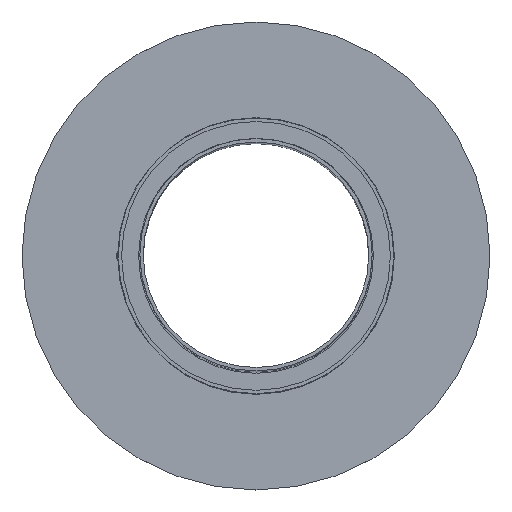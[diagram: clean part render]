
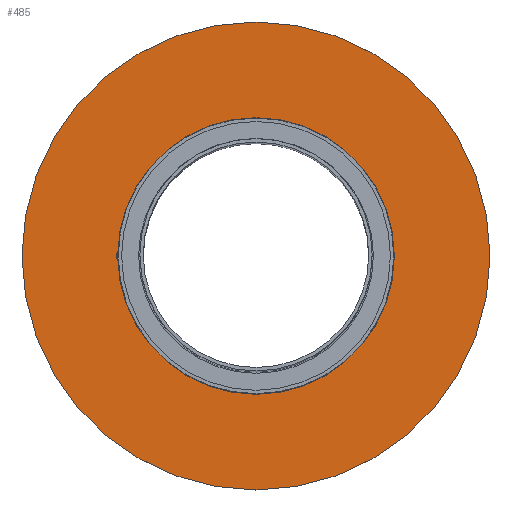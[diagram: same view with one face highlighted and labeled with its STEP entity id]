
A CAD part, top view. The second image highlights one B-rep face of the part: STEP entity #485.
In plain terms, the highlighted planar face has unit normal (0, 0, 1).
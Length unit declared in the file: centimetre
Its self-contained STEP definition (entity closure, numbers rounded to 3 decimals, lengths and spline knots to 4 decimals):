
#97=FACE_BOUND('',#156,.T.);
#116=FACE_OUTER_BOUND('',#155,.T.);
#155=EDGE_LOOP('',(#361));
#156=EDGE_LOOP('',(#362));
#199=CIRCLE('',#536,162.5);
#201=CIRCLE('',#539,275.);
#236=VERTEX_POINT('',#790);
#238=VERTEX_POINT('',#796);
#282=EDGE_CURVE('',#236,#236,#199,.T.);
#285=EDGE_CURVE('',#238,#238,#201,.T.);
#361=ORIENTED_EDGE('',*,*,#285,.T.);
#362=ORIENTED_EDGE('',*,*,#282,.T.);
#463=PLANE('',#538);
#485=ADVANCED_FACE('',(#116,#97),#463,.T.);
#536=AXIS2_PLACEMENT_3D('',#791,#634,#635);
#538=AXIS2_PLACEMENT_3D('',#795,#639,#640);
#539=AXIS2_PLACEMENT_3D('',#797,#641,#642);
#634=DIRECTION('center_axis',(0.,0.,-1.));
#635=DIRECTION('ref_axis',(0.,-1.,0.));
#639=DIRECTION('center_axis',(0.,0.,1.));
#640=DIRECTION('ref_axis',(0.,-1.,0.));
#641=DIRECTION('center_axis',(0.,0.,1.));
#642=DIRECTION('ref_axis',(1.,0.,0.));
#790=CARTESIAN_POINT('',(0.,162.5,234.));
#791=CARTESIAN_POINT('Origin',(0.,0.,
234.));
#795=CARTESIAN_POINT('Origin',(-161.95,0.,234.));
#796=CARTESIAN_POINT('',(275.,0.,234.));
#797=CARTESIAN_POINT('Origin',(0.,0.,234.));
